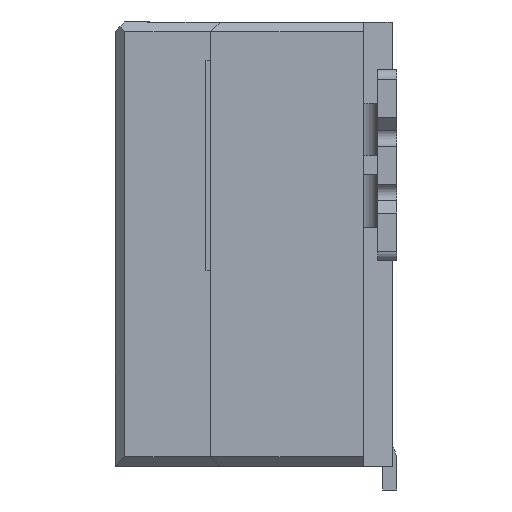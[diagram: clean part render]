
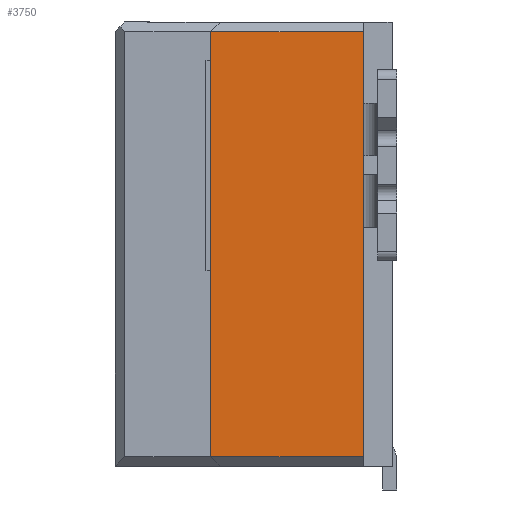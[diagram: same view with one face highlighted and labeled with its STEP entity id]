
A CAD part, left-side view. The second image highlights one B-rep face of the part: STEP entity #3750.
In plain terms, the highlighted planar face has unit normal (-1, 0, 0).
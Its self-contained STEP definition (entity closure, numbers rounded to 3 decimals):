
#236 = DIRECTION ( 'NONE',  ( 0., 0., -1. ) ) ;
#256 = VECTOR ( 'NONE', #9954, 1000. ) ;
#467 = DIRECTION ( 'NONE',  ( 0., 0., 1. ) ) ;
#480 = CARTESIAN_POINT ( 'NONE',  ( -11.15, 1.95, -0.25 ) ) ;
#1151 = CARTESIAN_POINT ( 'NONE',  ( -11.15, 0.35, 4.2 ) ) ;
#1191 = DIRECTION ( 'NONE',  ( 0., 1., 0. ) ) ;
#2135 = DIRECTION ( 'NONE',  ( -1., 0., 0. ) ) ;
#2937 = CARTESIAN_POINT ( 'NONE',  ( -11.15, 0.05, -0.35 ) ) ;
#3145 = FACE_OUTER_BOUND ( 'NONE', #6048, .T. ) ;
#3290 = ORIENTED_EDGE ( 'NONE', *, *, #5055, .T. ) ;
#3396 = LINE ( 'NONE', #7220, #5422 ) ;
#3403 = EDGE_CURVE ( 'NONE', #4456, #4971, #4923, .T. ) ;
#3750 = ADVANCED_FACE ( 'NONE', ( #3145 ), #6893, .T. ) ;
#3770 = EDGE_CURVE ( 'NONE', #4979, #4456, #7484, .T. ) ;
#4335 = CARTESIAN_POINT ( 'NONE',  ( -11.15, 0.05, -0.25 ) ) ;
#4456 = VERTEX_POINT ( 'NONE', #480 ) ;
#4533 = EDGE_CURVE ( 'NONE', #7887, #4971, #3396, .T. ) ;
#4675 = CARTESIAN_POINT ( 'NONE',  ( -11.15, 1.95, 4.2 ) ) ;
#4923 = LINE ( 'NONE', #4335, #256 ) ;
#4971 = VERTEX_POINT ( 'NONE', #6291 ) ;
#4979 = VERTEX_POINT ( 'NONE', #8049 ) ;
#5055 = EDGE_CURVE ( 'NONE', #7887, #4979, #6619, .T. ) ;
#5178 = ORIENTED_EDGE ( 'NONE', *, *, #3770, .T. ) ;
#5422 = VECTOR ( 'NONE', #236, 1000. ) ;
#6048 = EDGE_LOOP ( 'NONE', ( #3290, #5178, #10902, #10769 ) ) ;
#6291 = CARTESIAN_POINT ( 'NONE',  ( -11.15, 0.35, -0.25 ) ) ;
#6619 = LINE ( 'NONE', #4675, #11235 ) ;
#6893 = PLANE ( 'NONE',  #7146 ) ;
#7146 = AXIS2_PLACEMENT_3D ( 'NONE', #2937, #2135, #467 ) ;
#7220 = CARTESIAN_POINT ( 'NONE',  ( -11.15, 0.35, -0.35 ) ) ;
#7484 = LINE ( 'NONE', #10201, #9512 ) ;
#7887 = VERTEX_POINT ( 'NONE', #1151 ) ;
#8049 = CARTESIAN_POINT ( 'NONE',  ( -11.15, 1.95, 4.2 ) ) ;
#8717 = DIRECTION ( 'NONE',  ( 0., 0., -1. ) ) ;
#9512 = VECTOR ( 'NONE', #8717, 1000. ) ;
#9954 = DIRECTION ( 'NONE',  ( 0., -1., 0. ) ) ;
#10201 = CARTESIAN_POINT ( 'NONE',  ( -11.15, 1.95, 0. ) ) ;
#10769 = ORIENTED_EDGE ( 'NONE', *, *, #4533, .F. ) ;
#10902 = ORIENTED_EDGE ( 'NONE', *, *, #3403, .T. ) ;
#11235 = VECTOR ( 'NONE', #1191, 1000. ) ;
